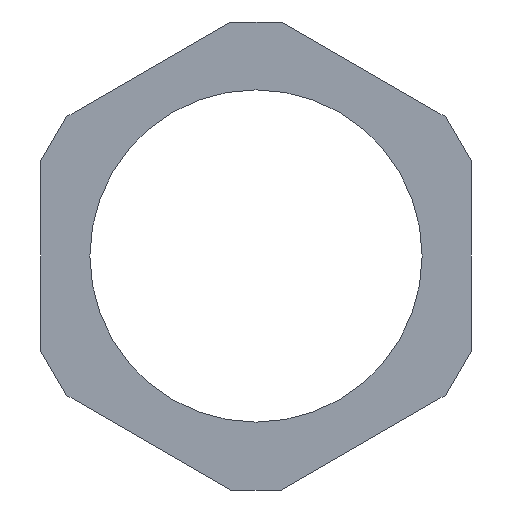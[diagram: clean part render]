
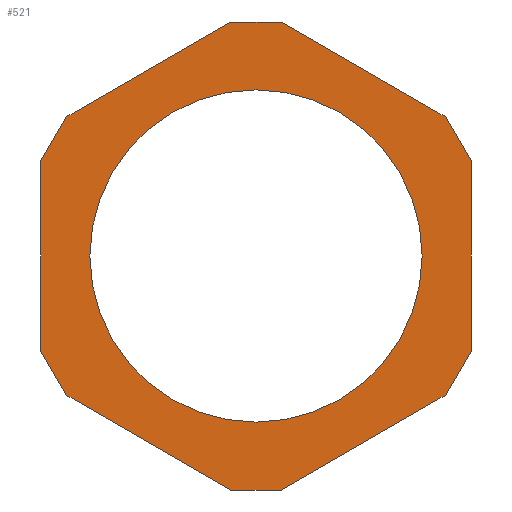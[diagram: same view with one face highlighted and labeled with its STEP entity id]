
A CAD part, front view. The second image highlights one B-rep face of the part: STEP entity #521.
In plain terms, the highlighted planar face has unit normal (0, -1, 0).
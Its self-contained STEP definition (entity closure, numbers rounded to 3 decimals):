
#1 = CARTESIAN_POINT ( 'NONE',  ( -14.434, 0., 25. ) ) ;
#4 = VECTOR ( 'NONE', #202, 1000. ) ;
#5 = EDGE_CURVE ( 'NONE', #81, #327, #152, .T. ) ;
#9 = CARTESIAN_POINT ( 'NONE',  ( 2.699, 0., 25. ) ) ;
#11 = CARTESIAN_POINT ( 'NONE',  ( 0., 0., 0. ) ) ;
#16 = VECTOR ( 'NONE', #331, 1000. ) ;
#19 = CARTESIAN_POINT ( 'NONE',  ( 20.301, 0., 14.837 ) ) ;
#20 = ORIENTED_EDGE ( 'NONE', *, *, #258, .F. ) ;
#25 = ORIENTED_EDGE ( 'NONE', *, *, #5, .F. ) ;
#27 = LINE ( 'NONE', #334, #207 ) ;
#29 = CARTESIAN_POINT ( 'NONE',  ( 0., 0., 26.558 ) ) ;
#31 = DIRECTION ( 'NONE',  ( 0.866, 0., 0.5 ) ) ;
#33 = EDGE_CURVE ( 'NONE', #256, #444, #125, .T. ) ;
#35 = AXIS2_PLACEMENT_3D ( 'NONE', #11, #186, #481 ) ;
#37 = VERTEX_POINT ( 'NONE', #72 ) ;
#38 = CARTESIAN_POINT ( 'NONE',  ( -20.301, 0., -14.837 ) ) ;
#46 = LINE ( 'NONE', #211, #128 ) ;
#47 = CARTESIAN_POINT ( 'NONE',  ( -14.434, 0., -25. ) ) ;
#48 = ORIENTED_EDGE ( 'NONE', *, *, #280, .F. ) ;
#52 = CARTESIAN_POINT ( 'NONE',  ( -23., 0., 10.163 ) ) ;
#53 = DIRECTION ( 'NONE',  ( 0., 0., 1. ) ) ;
#62 = ORIENTED_EDGE ( 'NONE', *, *, #63, .F. ) ;
#63 = EDGE_CURVE ( 'NONE', #320, #482, #421, .T. ) ;
#67 = ORIENTED_EDGE ( 'NONE', *, *, #322, .F. ) ;
#72 = CARTESIAN_POINT ( 'NONE',  ( 23., 0., 10.163 ) ) ;
#81 = VERTEX_POINT ( 'NONE', #291 ) ;
#88 = EDGE_CURVE ( 'NONE', #444, #320, #489, .T. ) ;
#89 = DIRECTION ( 'NONE',  ( 0., 1., 0. ) ) ;
#98 = VERTEX_POINT ( 'NONE', #126 ) ;
#100 = VECTOR ( 'NONE', #490, 1000. ) ;
#102 = LINE ( 'NONE', #47, #16 ) ;
#106 = CIRCLE ( 'NONE', #398, 17.75 ) ;
#109 = ORIENTED_EDGE ( 'NONE', *, *, #296, .F. ) ;
#110 = VERTEX_POINT ( 'NONE', #461 ) ;
#113 = DIRECTION ( 'NONE',  ( 0.866, 0., -0.5 ) ) ;
#125 = LINE ( 'NONE', #407, #329 ) ;
#126 = CARTESIAN_POINT ( 'NONE',  ( -23., 0., -10.163 ) ) ;
#128 = VECTOR ( 'NONE', #299, 1000. ) ;
#132 = DIRECTION ( 'NONE',  ( 0., 0., 1. ) ) ;
#137 = CARTESIAN_POINT ( 'NONE',  ( -2.699, 0., 25. ) ) ;
#152 = LINE ( 'NONE', #360, #100 ) ;
#164 = AXIS2_PLACEMENT_3D ( 'NONE', #189, #402, #358 ) ;
#178 = DIRECTION ( 'NONE',  ( 0., 0., -1. ) ) ;
#182 = VERTEX_POINT ( 'NONE', #38 ) ;
#186 = DIRECTION ( 'NONE',  ( 0., 1., 0. ) ) ;
#189 = CARTESIAN_POINT ( 'NONE',  ( 0., 0., 0. ) ) ;
#195 = VERTEX_POINT ( 'NONE', #295 ) ;
#202 = DIRECTION ( 'NONE',  ( 1., 0., 0. ) ) ;
#205 = VERTEX_POINT ( 'NONE', #52 ) ;
#207 = VECTOR ( 'NONE', #378, 1000. ) ;
#211 = CARTESIAN_POINT ( 'NONE',  ( 28.868, 0., 0. ) ) ;
#216 = CARTESIAN_POINT ( 'NONE',  ( 23., 0., 13.279 ) ) ;
#218 = ORIENTED_EDGE ( 'NONE', *, *, #88, .F. ) ;
#220 = EDGE_LOOP ( 'NONE', ( #109, #293, #20, #25, #48, #526, #277, #62, #218, #282, #455, #67 ) ) ;
#229 = PLANE ( 'NONE',  #164 ) ;
#237 = EDGE_CURVE ( 'NONE', #195, #182, #464, .T. ) ;
#240 = VECTOR ( 'NONE', #267, 1000. ) ;
#253 = CARTESIAN_POINT ( 'NONE',  ( -23., 0., -13.279 ) ) ;
#255 = CARTESIAN_POINT ( 'NONE',  ( -20.301, 0., 14.837 ) ) ;
#256 = VERTEX_POINT ( 'NONE', #255 ) ;
#258 = EDGE_CURVE ( 'NONE', #327, #195, #289, .T. ) ;
#259 = CARTESIAN_POINT ( 'NONE',  ( 23., 0., -10.163 ) ) ;
#267 = DIRECTION ( 'NONE',  ( 0.5, 0., 0.866 ) ) ;
#268 = VECTOR ( 'NONE', #178, 1000. ) ;
#272 = EDGE_CURVE ( 'NONE', #37, #315, #487, .T. ) ;
#277 = ORIENTED_EDGE ( 'NONE', *, *, #286, .F. ) ;
#280 = EDGE_CURVE ( 'NONE', #315, #81, #46, .T. ) ;
#282 = ORIENTED_EDGE ( 'NONE', *, *, #33, .F. ) ;
#286 = EDGE_CURVE ( 'NONE', #482, #37, #27, .T. ) ;
#289 = LINE ( 'NONE', #504, #349 ) ;
#291 = CARTESIAN_POINT ( 'NONE',  ( 20.301, 0., -14.837 ) ) ;
#293 = ORIENTED_EDGE ( 'NONE', *, *, #237, .F. ) ;
#295 = CARTESIAN_POINT ( 'NONE',  ( -2.699, 0., -25. ) ) ;
#296 = EDGE_CURVE ( 'NONE', #182, #98, #102, .T. ) ;
#299 = DIRECTION ( 'NONE',  ( -0.5, 0., -0.866 ) ) ;
#315 = VERTEX_POINT ( 'NONE', #259 ) ;
#320 = VERTEX_POINT ( 'NONE', #9 ) ;
#322 = EDGE_CURVE ( 'NONE', #98, #205, #438, .T. ) ;
#327 = VERTEX_POINT ( 'NONE', #539 ) ;
#329 = VECTOR ( 'NONE', #31, 1000. ) ;
#331 = DIRECTION ( 'NONE',  ( -0.5, 0., 0.866 ) ) ;
#334 = CARTESIAN_POINT ( 'NONE',  ( 14.434, 0., 25. ) ) ;
#337 = CARTESIAN_POINT ( 'NONE',  ( 0., 0., 0. ) ) ;
#339 = CARTESIAN_POINT ( 'NONE',  ( 0., 0., -26.558 ) ) ;
#343 = EDGE_CURVE ( 'NONE', #473, #110, #106, .T. ) ;
#349 = VECTOR ( 'NONE', #463, 1000. ) ;
#350 = VECTOR ( 'NONE', #53, 1000. ) ;
#358 = DIRECTION ( 'NONE',  ( 0., 0., 1. ) ) ;
#359 = LINE ( 'NONE', #513, #240 ) ;
#360 = CARTESIAN_POINT ( 'NONE',  ( 23., 0., -13.279 ) ) ;
#378 = DIRECTION ( 'NONE',  ( 0.5, 0., -0.866 ) ) ;
#392 = CARTESIAN_POINT ( 'NONE',  ( 0., 0., -17.75 ) ) ;
#393 = VECTOR ( 'NONE', #113, 1000. ) ;
#398 = AXIS2_PLACEMENT_3D ( 'NONE', #337, #89, #132 ) ;
#399 = VECTOR ( 'NONE', #429, 1000. ) ;
#402 = DIRECTION ( 'NONE',  ( 0., 1., 0. ) ) ;
#406 = ORIENTED_EDGE ( 'NONE', *, *, #343, .T. ) ;
#407 = CARTESIAN_POINT ( 'NONE',  ( -23., 0., 13.279 ) ) ;
#421 = LINE ( 'NONE', #29, #393 ) ;
#427 = EDGE_CURVE ( 'NONE', #205, #256, #359, .T. ) ;
#429 = DIRECTION ( 'NONE',  ( -0.866, 0., 0.5 ) ) ;
#438 = LINE ( 'NONE', #253, #350 ) ;
#444 = VERTEX_POINT ( 'NONE', #137 ) ;
#455 = ORIENTED_EDGE ( 'NONE', *, *, #427, .F. ) ;
#461 = CARTESIAN_POINT ( 'NONE',  ( 0., 0., 17.75 ) ) ;
#462 = EDGE_CURVE ( 'NONE', #110, #473, #511, .T. ) ;
#463 = DIRECTION ( 'NONE',  ( -1., 0., 0. ) ) ;
#464 = LINE ( 'NONE', #339, #399 ) ;
#473 = VERTEX_POINT ( 'NONE', #392 ) ;
#481 = DIRECTION ( 'NONE',  ( 0., 0., 1. ) ) ;
#482 = VERTEX_POINT ( 'NONE', #19 ) ;
#485 = FACE_OUTER_BOUND ( 'NONE', #220, .T. ) ;
#487 = LINE ( 'NONE', #216, #268 ) ;
#489 = LINE ( 'NONE', #1, #4 ) ;
#490 = DIRECTION ( 'NONE',  ( -0.866, 0., -0.5 ) ) ;
#504 = CARTESIAN_POINT ( 'NONE',  ( 14.434, 0., -25. ) ) ;
#506 = EDGE_LOOP ( 'NONE', ( #525, #406 ) ) ;
#511 = CIRCLE ( 'NONE', #35, 17.75 ) ;
#513 = CARTESIAN_POINT ( 'NONE',  ( -28.868, 0., 0. ) ) ;
#517 = FACE_BOUND ( 'NONE', #506, .T. ) ;
#521 = ADVANCED_FACE ( 'NONE', ( #485, #517 ), #229, .F. ) ;
#525 = ORIENTED_EDGE ( 'NONE', *, *, #462, .T. ) ;
#526 = ORIENTED_EDGE ( 'NONE', *, *, #272, .F. ) ;
#539 = CARTESIAN_POINT ( 'NONE',  ( 2.699, 0., -25. ) ) ;
